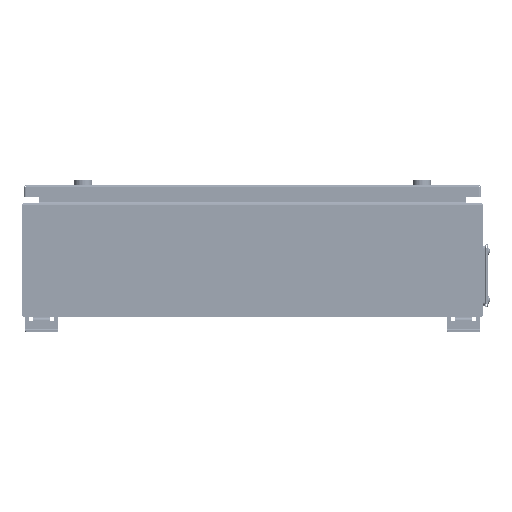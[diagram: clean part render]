
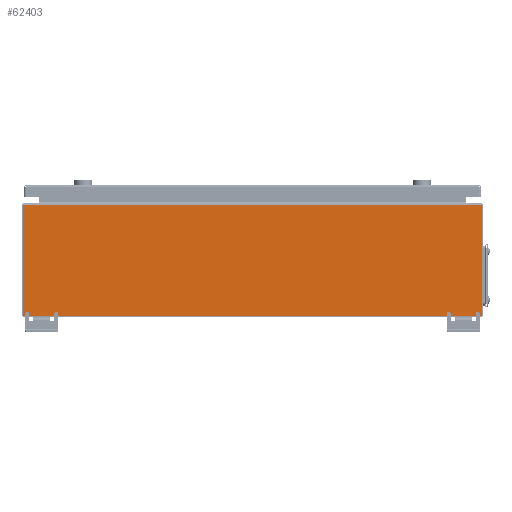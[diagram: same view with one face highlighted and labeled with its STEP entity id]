
A CAD part, left-side view. The second image highlights one B-rep face of the part: STEP entity #62403.
In plain terms, the highlighted planar face has unit normal (-1, 0, 0).
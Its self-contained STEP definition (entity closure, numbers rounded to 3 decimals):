
#1075 = FACE_OUTER_BOUND ( 'NONE', #19796, .T. ) ;
#1790 = CARTESIAN_POINT ( 'NONE',  ( -1.5, 347., -86.5 ) ) ;
#3478 = CARTESIAN_POINT ( 'NONE',  ( -1.5, 350., -83.5 ) ) ;
#3944 = AXIS2_PLACEMENT_3D ( 'NONE', #61807, #33537, #56574 ) ;
#5937 = ORIENTED_EDGE ( 'NONE', *, *, #56374, .T. ) ;
#6110 = LINE ( 'NONE', #23266, #11270 ) ;
#8178 = LINE ( 'NONE', #54694, #52053 ) ;
#9280 = DIRECTION ( 'NONE',  ( 0., 1., 0. ) ) ;
#10658 = AXIS2_PLACEMENT_3D ( 'NONE', #72708, #14984, #43639 ) ;
#11270 = VECTOR ( 'NONE', #9280, 1000. ) ;
#12733 = VERTEX_POINT ( 'NONE', #3478 ) ;
#13744 = CIRCLE ( 'NONE', #25605, 3. ) ;
#14984 = DIRECTION ( 'NONE',  ( -1., 0., 0. ) ) ;
#16307 = EDGE_CURVE ( 'NONE', #12733, #59162, #71216, .T. ) ;
#18598 = ORIENTED_EDGE ( 'NONE', *, *, #35845, .F. ) ;
#18711 = ORIENTED_EDGE ( 'NONE', *, *, #25991, .F. ) ;
#19796 = EDGE_LOOP ( 'NONE', ( #18598, #5937, #18711, #62194, #63719, #69292 ) ) ;
#20056 = LINE ( 'NONE', #25658, #51283 ) ;
#20466 = CARTESIAN_POINT ( 'NONE',  ( -1.5, -347., -86.5 ) ) ;
#23266 = CARTESIAN_POINT ( 'NONE',  ( -1.5, -350., 83.5 ) ) ;
#24450 = DIRECTION ( 'NONE',  ( 0., 0., 1. ) ) ;
#24798 = DIRECTION ( 'NONE',  ( -1., 0., 0. ) ) ;
#24854 = CARTESIAN_POINT ( 'NONE',  ( -1.5, -350., -86.5 ) ) ;
#25605 = AXIS2_PLACEMENT_3D ( 'NONE', #30397, #24798, #24450 ) ;
#25658 = CARTESIAN_POINT ( 'NONE',  ( -1.5, -350., 86.5 ) ) ;
#25991 = EDGE_CURVE ( 'NONE', #26871, #41470, #20056, .T. ) ;
#26871 = VERTEX_POINT ( 'NONE', #28385 ) ;
#27138 = VERTEX_POINT ( 'NONE', #20466 ) ;
#28385 = CARTESIAN_POINT ( 'NONE',  ( -1.5, -350., 83.5 ) ) ;
#30107 = DIRECTION ( 'NONE',  ( 0., 1., 0. ) ) ;
#30397 = CARTESIAN_POINT ( 'NONE',  ( -1.5, -347., -83.5 ) ) ;
#33537 = DIRECTION ( 'NONE',  ( -1., 0., 0. ) ) ;
#35634 = VECTOR ( 'NONE', #30107, 1000. ) ;
#35845 = EDGE_CURVE ( 'NONE', #27138, #59162, #58725, .T. ) ;
#36829 = DIRECTION ( 'NONE',  ( 0., 0., -1. ) ) ;
#41470 = VERTEX_POINT ( 'NONE', #61877 ) ;
#42534 = EDGE_CURVE ( 'NONE', #26871, #57235, #6110, .T. ) ;
#43639 = DIRECTION ( 'NONE',  ( 0., 0., 1. ) ) ;
#47381 = EDGE_CURVE ( 'NONE', #12733, #57235, #8178, .T. ) ;
#50665 = PLANE ( 'NONE',  #3944 ) ;
#51283 = VECTOR ( 'NONE', #36829, 1000. ) ;
#52053 = VECTOR ( 'NONE', #65188, 1000. ) ;
#54694 = CARTESIAN_POINT ( 'NONE',  ( -1.5, 350., 86.5 ) ) ;
#56374 = EDGE_CURVE ( 'NONE', #27138, #41470, #13744, .T. ) ;
#56574 = DIRECTION ( 'NONE',  ( 0., 0., 1. ) ) ;
#57235 = VERTEX_POINT ( 'NONE', #70755 ) ;
#58725 = LINE ( 'NONE', #24854, #35634 ) ;
#59162 = VERTEX_POINT ( 'NONE', #1790 ) ;
#61807 = CARTESIAN_POINT ( 'NONE',  ( -1.5, 0., 0. ) ) ;
#61877 = CARTESIAN_POINT ( 'NONE',  ( -1.5, -350., -83.5 ) ) ;
#62194 = ORIENTED_EDGE ( 'NONE', *, *, #42534, .T. ) ;
#62403 = ADVANCED_FACE ( 'NONE', ( #1075 ), #50665, .T. ) ;
#63719 = ORIENTED_EDGE ( 'NONE', *, *, #47381, .F. ) ;
#65188 = DIRECTION ( 'NONE',  ( 0., 0., 1. ) ) ;
#69292 = ORIENTED_EDGE ( 'NONE', *, *, #16307, .T. ) ;
#70755 = CARTESIAN_POINT ( 'NONE',  ( -1.5, 350., 83.5 ) ) ;
#71216 = CIRCLE ( 'NONE', #10658, 3. ) ;
#72708 = CARTESIAN_POINT ( 'NONE',  ( -1.5, 347., -83.5 ) ) ;
